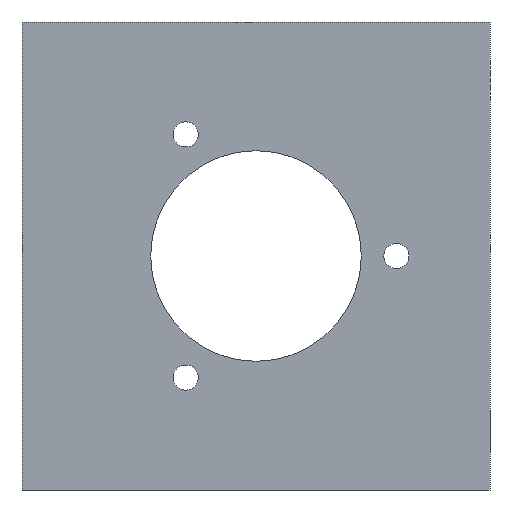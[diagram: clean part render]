
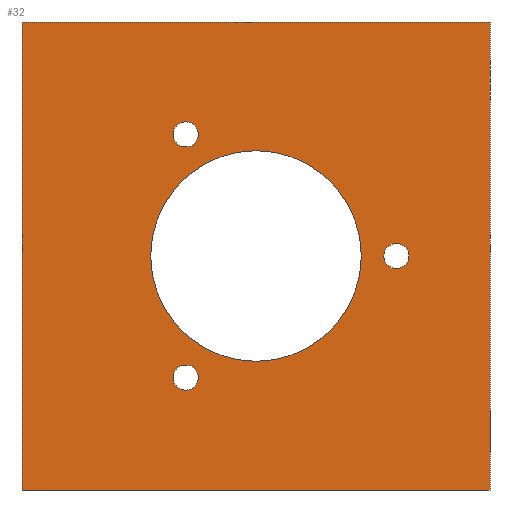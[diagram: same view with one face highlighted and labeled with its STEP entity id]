
A CAD part, left-side view. The second image highlights one B-rep face of the part: STEP entity #32.
In plain terms, the highlighted planar face has unit normal (-1, 0, 0).
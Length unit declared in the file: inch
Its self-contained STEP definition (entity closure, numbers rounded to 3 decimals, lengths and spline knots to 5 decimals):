
#5 = FACE_OUTER_BOUND ( 'NONE', #928, .T. ) ;
#10 = DIRECTION ( 'NONE',  ( 0., 0., 1. ) ) ;
#13 = CARTESIAN_POINT ( 'NONE',  ( 0., 3.14961, 0. ) ) ;
#17 = FACE_BOUND ( 'NONE', #122, .T. ) ;
#32 = ADVANCED_FACE ( 'NONE', ( #17, #439, #75, #218, #5 ), #289, .T. ) ;
#44 = CARTESIAN_POINT ( 'NONE',  ( 0., 0.86614, -1.5748 ) ) ;
#57 = DIRECTION ( 'NONE',  ( 0., 0., 1. ) ) ;
#66 = VERTEX_POINT ( 'NONE', #146 ) ;
#73 = CIRCLE ( 'NONE', #201, 0.08465 ) ;
#74 = CARTESIAN_POINT ( 'NONE',  ( 0., 3.14961, 0. ) ) ;
#75 = FACE_BOUND ( 'NONE', #264, .T. ) ;
#76 = CARTESIAN_POINT ( 'NONE',  ( 0., 2.00492, -2.31979 ) ) ;
#85 = CIRCLE ( 'NONE', #721, 0.08465 ) ;
#91 = DIRECTION ( 'NONE',  ( 0., 0., 1. ) ) ;
#92 = EDGE_CURVE ( 'NONE', #311, #94, #182, .T. ) ;
#94 = VERTEX_POINT ( 'NONE', #392 ) ;
#97 = DIRECTION ( 'NONE',  ( 1., 0., 0. ) ) ;
#107 = VERTEX_POINT ( 'NONE', #169 ) ;
#112 = ORIENTED_EDGE ( 'NONE', *, *, #245, .T. ) ;
#119 = EDGE_CURVE ( 'NONE', #174, #66, #708, .T. ) ;
#121 = VECTOR ( 'NONE', #350, 39.37008 ) ;
#122 = EDGE_LOOP ( 'NONE', ( #769, #197, #692 ) ) ;
#131 = ORIENTED_EDGE ( 'NONE', *, *, #119, .T. ) ;
#146 = CARTESIAN_POINT ( 'NONE',  ( 0., 1.5748, -0.86614 ) ) ;
#152 = AXIS2_PLACEMENT_3D ( 'NONE', #383, #378, #389 ) ;
#158 = DIRECTION ( 'NONE',  ( 0., 0., 1. ) ) ;
#169 = CARTESIAN_POINT ( 'NONE',  ( 0., 0.62992, -1.49016 ) ) ;
#174 = VERTEX_POINT ( 'NONE', #825 ) ;
#175 = CARTESIAN_POINT ( 'NONE',  ( 0., 2.04724, -0.75651 ) ) ;
#182 = CIRCLE ( 'NONE', #585, 0.08465 ) ;
#185 = VERTEX_POINT ( 'NONE', #546 ) ;
#190 = ORIENTED_EDGE ( 'NONE', *, *, #503, .T. ) ;
#194 = DIRECTION ( 'NONE',  ( 1., 0., 0. ) ) ;
#197 = ORIENTED_EDGE ( 'NONE', *, *, #655, .T. ) ;
#199 = DIRECTION ( 'NONE',  ( 0., 1., 0. ) ) ;
#201 = AXIS2_PLACEMENT_3D ( 'NONE', #789, #791, #10 ) ;
#203 = AXIS2_PLACEMENT_3D ( 'NONE', #423, #857, #219 ) ;
#206 = VERTEX_POINT ( 'NONE', #688 ) ;
#212 = VERTEX_POINT ( 'NONE', #44 ) ;
#218 = FACE_BOUND ( 'NONE', #624, .T. ) ;
#219 = DIRECTION ( 'NONE',  ( 0., 0., 1. ) ) ;
#221 = EDGE_CURVE ( 'NONE', #206, #311, #463, .T. ) ;
#227 = VECTOR ( 'NONE', #199, 39.37008 ) ;
#241 = DIRECTION ( 'NONE',  ( 0., 0., 1. ) ) ;
#245 = EDGE_CURVE ( 'NONE', #413, #276, #551, .T. ) ;
#264 = EDGE_LOOP ( 'NONE', ( #548, #731, #294 ) ) ;
#265 = CARTESIAN_POINT ( 'NONE',  ( 0., 3.14961, 0. ) ) ;
#276 = VERTEX_POINT ( 'NONE', #74 ) ;
#278 = CARTESIAN_POINT ( 'NONE',  ( 0., 0.62992, -1.5748 ) ) ;
#285 = DIRECTION ( 'NONE',  ( 0., 0., 1. ) ) ;
#286 = CIRCLE ( 'NONE', #203, 0.08465 ) ;
#289 = PLANE ( 'NONE',  #312 ) ;
#291 = EDGE_CURVE ( 'NONE', #66, #212, #334, .T. ) ;
#294 = ORIENTED_EDGE ( 'NONE', *, *, #774, .T. ) ;
#302 = VECTOR ( 'NONE', #629, 39.37008 ) ;
#311 = VERTEX_POINT ( 'NONE', #787 ) ;
#312 = AXIS2_PLACEMENT_3D ( 'NONE', #13, #728, #580 ) ;
#315 = CIRCLE ( 'NONE', #840, 0.08465 ) ;
#324 = VERTEX_POINT ( 'NONE', #625 ) ;
#334 = CIRCLE ( 'NONE', #868, 0.70866 ) ;
#341 = CARTESIAN_POINT ( 'NONE',  ( 0., 0.54528, -1.5748 ) ) ;
#350 = DIRECTION ( 'NONE',  ( 0., 0., 1. ) ) ;
#354 = EDGE_CURVE ( 'NONE', #324, #467, #486, .T. ) ;
#376 = EDGE_CURVE ( 'NONE', #467, #413, #489, .T. ) ;
#377 = ORIENTED_EDGE ( 'NONE', *, *, #221, .T. ) ;
#378 = DIRECTION ( 'NONE',  ( 1., 0., 0. ) ) ;
#380 = DIRECTION ( 'NONE',  ( 0., 0., 1. ) ) ;
#383 = CARTESIAN_POINT ( 'NONE',  ( 0., 1.5748, -1.5748 ) ) ;
#389 = DIRECTION ( 'NONE',  ( 0., 0., 1. ) ) ;
#390 = EDGE_LOOP ( 'NONE', ( #377, #464, #827 ) ) ;
#392 = CARTESIAN_POINT ( 'NONE',  ( 0., 2.00492, -0.82982 ) ) ;
#413 = VERTEX_POINT ( 'NONE', #611 ) ;
#420 = LINE ( 'NONE', #427, #919 ) ;
#422 = ORIENTED_EDGE ( 'NONE', *, *, #354, .T. ) ;
#423 = CARTESIAN_POINT ( 'NONE',  ( 0., 2.04724, -2.39309 ) ) ;
#424 = EDGE_CURVE ( 'NONE', #212, #174, #542, .T. ) ;
#427 = CARTESIAN_POINT ( 'NONE',  ( 0., 3.14961, 0. ) ) ;
#439 = FACE_BOUND ( 'NONE', #390, .T. ) ;
#452 = DIRECTION ( 'NONE',  ( 1., 0., 0. ) ) ;
#459 = DIRECTION ( 'NONE',  ( 0., 0., 1. ) ) ;
#463 = CIRCLE ( 'NONE', #511, 0.08465 ) ;
#464 = ORIENTED_EDGE ( 'NONE', *, *, #92, .T. ) ;
#467 = VERTEX_POINT ( 'NONE', #707 ) ;
#472 = ORIENTED_EDGE ( 'NONE', *, *, #291, .T. ) ;
#478 = AXIS2_PLACEMENT_3D ( 'NONE', #673, #811, #158 ) ;
#486 = LINE ( 'NONE', #770, #302 ) ;
#489 = LINE ( 'NONE', #605, #121 ) ;
#499 = EDGE_CURVE ( 'NONE', #545, #750, #73, .T. ) ;
#501 = CARTESIAN_POINT ( 'NONE',  ( 0., 2.04724, -2.39309 ) ) ;
#503 = EDGE_CURVE ( 'NONE', #276, #324, #420, .T. ) ;
#510 = EDGE_CURVE ( 'NONE', #920, #185, #315, .T. ) ;
#511 = AXIS2_PLACEMENT_3D ( 'NONE', #594, #880, #241 ) ;
#542 = CIRCLE ( 'NONE', #152, 0.70866 ) ;
#545 = VERTEX_POINT ( 'NONE', #76 ) ;
#546 = CARTESIAN_POINT ( 'NONE',  ( 0., 0.71457, -1.5748 ) ) ;
#548 = ORIENTED_EDGE ( 'NONE', *, *, #510, .T. ) ;
#551 = LINE ( 'NONE', #265, #227 ) ;
#577 = CARTESIAN_POINT ( 'NONE',  ( 0., 2.04724, -2.30845 ) ) ;
#580 = DIRECTION ( 'NONE',  ( 0., 0., 1. ) ) ;
#584 = CARTESIAN_POINT ( 'NONE',  ( 0., 0.62992, -1.5748 ) ) ;
#585 = AXIS2_PLACEMENT_3D ( 'NONE', #175, #886, #678 ) ;
#587 = DIRECTION ( 'NONE',  ( 1., 0., 0. ) ) ;
#594 = CARTESIAN_POINT ( 'NONE',  ( 0., 2.04724, -0.75651 ) ) ;
#595 = CIRCLE ( 'NONE', #478, 0.08465 ) ;
#601 = EDGE_CURVE ( 'NONE', #185, #107, #762, .T. ) ;
#603 = CARTESIAN_POINT ( 'NONE',  ( 0., 0.62992, -1.5748 ) ) ;
#605 = CARTESIAN_POINT ( 'NONE',  ( 0., 0., 0. ) ) ;
#608 = CARTESIAN_POINT ( 'NONE',  ( 0., 1.5748, -1.5748 ) ) ;
#611 = CARTESIAN_POINT ( 'NONE',  ( 0., 0., 0. ) ) ;
#624 = EDGE_LOOP ( 'NONE', ( #894, #131, #472 ) ) ;
#625 = CARTESIAN_POINT ( 'NONE',  ( 0., 3.14961, -3.14961 ) ) ;
#629 = DIRECTION ( 'NONE',  ( 0., -1., 0. ) ) ;
#640 = VERTEX_POINT ( 'NONE', #577 ) ;
#644 = AXIS2_PLACEMENT_3D ( 'NONE', #584, #865, #285 ) ;
#650 = EDGE_CURVE ( 'NONE', #750, #640, #286, .T. ) ;
#654 = DIRECTION ( 'NONE',  ( 0., 0., 1. ) ) ;
#655 = EDGE_CURVE ( 'NONE', #640, #545, #801, .T. ) ;
#657 = CARTESIAN_POINT ( 'NONE',  ( 0., 2.08957, -2.4664 ) ) ;
#670 = EDGE_CURVE ( 'NONE', #94, #206, #595, .T. ) ;
#673 = CARTESIAN_POINT ( 'NONE',  ( 0., 2.04724, -0.75651 ) ) ;
#678 = DIRECTION ( 'NONE',  ( 0., 0., 1. ) ) ;
#688 = CARTESIAN_POINT ( 'NONE',  ( 0., 2.08957, -0.68321 ) ) ;
#692 = ORIENTED_EDGE ( 'NONE', *, *, #499, .T. ) ;
#707 = CARTESIAN_POINT ( 'NONE',  ( 0., 0., -3.14961 ) ) ;
#708 = CIRCLE ( 'NONE', #817, 0.70866 ) ;
#712 = DIRECTION ( 'NONE',  ( 1., 0., 0. ) ) ;
#719 = AXIS2_PLACEMENT_3D ( 'NONE', #501, #587, #459 ) ;
#721 = AXIS2_PLACEMENT_3D ( 'NONE', #603, #97, #380 ) ;
#723 = DIRECTION ( 'NONE',  ( 0., 0., -1. ) ) ;
#728 = DIRECTION ( 'NONE',  ( -1., 0., 0. ) ) ;
#731 = ORIENTED_EDGE ( 'NONE', *, *, #601, .T. ) ;
#750 = VERTEX_POINT ( 'NONE', #657 ) ;
#762 = CIRCLE ( 'NONE', #644, 0.08465 ) ;
#769 = ORIENTED_EDGE ( 'NONE', *, *, #650, .T. ) ;
#770 = CARTESIAN_POINT ( 'NONE',  ( 0., 3.14961, -3.14961 ) ) ;
#774 = EDGE_CURVE ( 'NONE', #107, #920, #85, .T. ) ;
#787 = CARTESIAN_POINT ( 'NONE',  ( 0., 2.04724, -0.67187 ) ) ;
#789 = CARTESIAN_POINT ( 'NONE',  ( 0., 2.04724, -2.39309 ) ) ;
#791 = DIRECTION ( 'NONE',  ( 1., 0., 0. ) ) ;
#801 = CIRCLE ( 'NONE', #719, 0.08465 ) ;
#811 = DIRECTION ( 'NONE',  ( 1., 0., 0. ) ) ;
#817 = AXIS2_PLACEMENT_3D ( 'NONE', #608, #452, #91 ) ;
#825 = CARTESIAN_POINT ( 'NONE',  ( 0., 2.28346, -1.5748 ) ) ;
#827 = ORIENTED_EDGE ( 'NONE', *, *, #670, .T. ) ;
#840 = AXIS2_PLACEMENT_3D ( 'NONE', #278, #712, #654 ) ;
#842 = CARTESIAN_POINT ( 'NONE',  ( 0., 1.5748, -1.5748 ) ) ;
#857 = DIRECTION ( 'NONE',  ( 1., 0., 0. ) ) ;
#865 = DIRECTION ( 'NONE',  ( 1., 0., 0. ) ) ;
#868 = AXIS2_PLACEMENT_3D ( 'NONE', #842, #194, #57 ) ;
#874 = ORIENTED_EDGE ( 'NONE', *, *, #376, .T. ) ;
#880 = DIRECTION ( 'NONE',  ( 1., 0., 0. ) ) ;
#886 = DIRECTION ( 'NONE',  ( 1., 0., 0. ) ) ;
#894 = ORIENTED_EDGE ( 'NONE', *, *, #424, .T. ) ;
#919 = VECTOR ( 'NONE', #723, 39.37008 ) ;
#920 = VERTEX_POINT ( 'NONE', #341 ) ;
#928 = EDGE_LOOP ( 'NONE', ( #874, #112, #190, #422 ) ) ;
